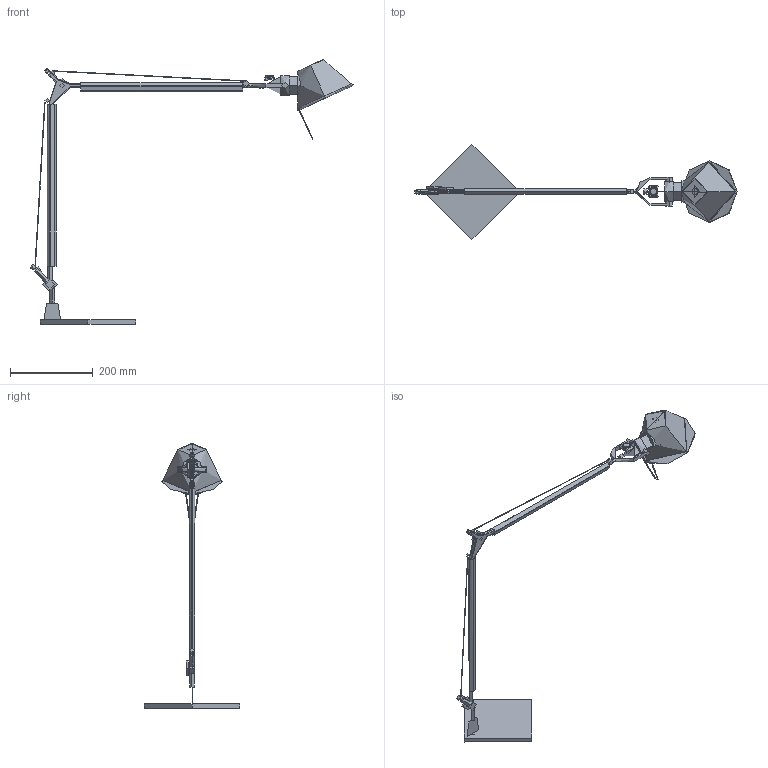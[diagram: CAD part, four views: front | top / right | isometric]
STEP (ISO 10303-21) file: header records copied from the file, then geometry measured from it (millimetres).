
FILE_DESCRIPTION(/* description */ (''),/* implementation_level */ '2;1');
FILE_NAME(/* name */ 'Tolomeo_Tavolo_Led_3D E',/* time_stamp */ '2011-10-26T10:18:22+02:00',/* author */ (''),/* organization */ (''),/* preprocessor_version */ 'ST-DEVELOPER v10',/* originating_system */ '',/* authorisation */ '');
FILE_SCHEMA (('CONFIG_CONTROL_DESIGN'));
Length unit declared in the file: millimetre
Products named in the file (1): 1
Bounding box: 777.4 x 230 x 638.52 mm (x, y, z)
Volume: 7053.2 mm3; surface area: 234745.7 mm2
Topology: 4 solids, 67 shells, 375 faces, 1220 edges, 908 vertices
Faces by surface type: bspline 375
Entity records: 21474 total; most frequent: CARTESIAN_POINT 15447, ORIENTED_EDGE 1797, EDGE_CURVE 1123, VERTEX_POINT 798, B_SPLINE_CURVE_WITH_KNOTS 685, EDGE_LOOP 387, ADVANCED_FACE 375, FACE_OUTER_BOUND 375
